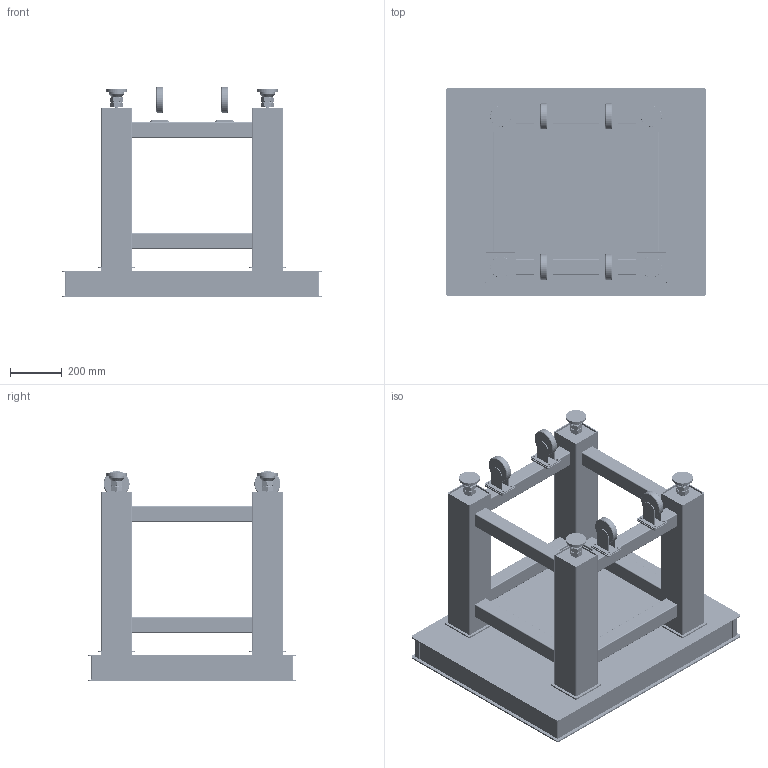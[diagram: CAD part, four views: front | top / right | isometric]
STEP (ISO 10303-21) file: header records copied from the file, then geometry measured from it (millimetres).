
FILE_DESCRIPTION (( 'STEP AP214' ), '1' );
FILE_NAME ('516101.STEP', '2024-03-29T03:42:13', ( '' ), ( '' ), 'SwSTEP 2.0', 'SolidWorks 2020', '' );
FILE_SCHEMA (( 'AUTOMOTIVE_DESIGN' ));
Length unit declared in the file: millimetre
Products named in the file (1): 516101
Bounding box: 1000 x 800 x 809 mm (x, y, z)
Volume: 85706094.9 mm3; surface area: 6996824.7 mm2
Topology: 61 solids, 61 shells, 4436 faces, 9340 edges, 6180 vertices
Faces by surface type: cylinder 2608, plane 1636, cone 160, bspline 32
Entity records: 172874 total; most frequent: CARTESIAN_POINT 23201, DIRECTION 23058, ORIENTED_EDGE 18680, AXIS2_PLACEMENT_3D 9733, EDGE_CURVE 9340, VERTEX_POINT 6180, EDGE_LOOP 5718, CIRCLE 5328
